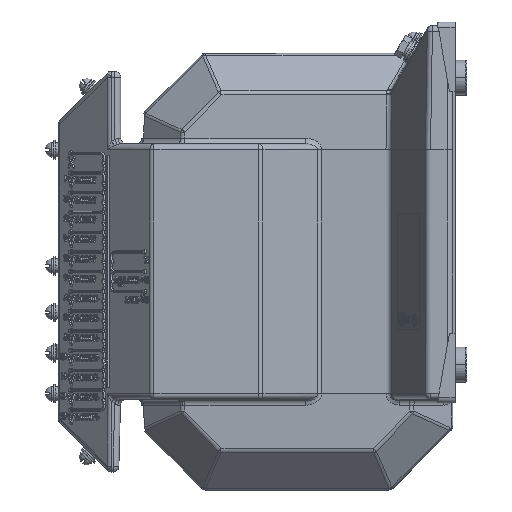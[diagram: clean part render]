
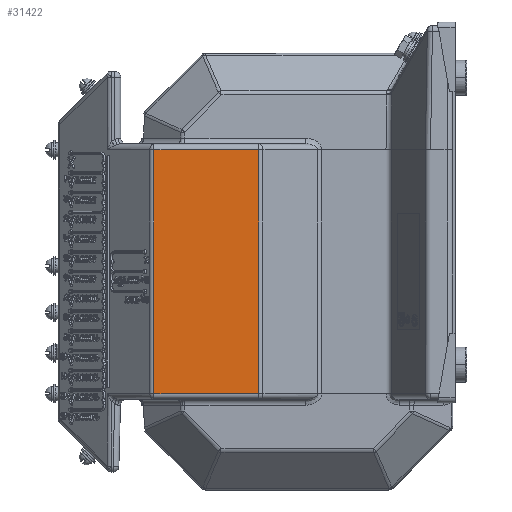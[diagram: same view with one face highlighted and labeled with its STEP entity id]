
A CAD part, left-side view. The second image highlights one B-rep face of the part: STEP entity #31422.
In plain terms, the highlighted planar face has unit normal (-1, 0, 0).
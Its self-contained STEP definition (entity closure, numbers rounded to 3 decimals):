
#24834 = CARTESIAN_POINT ( 'NONE',  ( -120., -50.18, 105. ) ) ;
#24837 = CARTESIAN_POINT ( 'NONE',  ( -120., 40.178, -105. ) ) ;
#24857 = CARTESIAN_POINT ( 'NONE',  ( -120., 40.178, 105. ) ) ;
#24870 = CARTESIAN_POINT ( 'NONE',  ( -120., -50.18, -105. ) ) ;
#26188 = DIRECTION ( 'NONE',  ( 0., -1., 0. ) ) ;
#26205 = CARTESIAN_POINT ( 'NONE',  ( -120., -52.251, -105. ) ) ;
#26900 = VECTOR ( 'NONE', #26188, 1000. ) ;
#26935 = LINE ( 'NONE', #26205, #26900 ) ;
#26937 = LINE ( 'NONE', #27402, #26988 ) ;
#26940 = VECTOR ( 'NONE', #27434, 1000. ) ;
#26950 = LINE ( 'NONE', #27463, #26940 ) ;
#26959 = VECTOR ( 'NONE', #27417, 1000. ) ;
#26968 = LINE ( 'NONE', #27415, #26959 ) ;
#26988 = VECTOR ( 'NONE', #27421, 1000. ) ;
#27402 = CARTESIAN_POINT ( 'NONE',  ( -120., 42.249, 105. ) ) ;
#27415 = CARTESIAN_POINT ( 'NONE',  ( -120., 40.178, 110. ) ) ;
#27417 = DIRECTION ( 'NONE',  ( 0., 0., -1. ) ) ;
#27421 = DIRECTION ( 'NONE',  ( 0., 1., 0. ) ) ;
#27434 = DIRECTION ( 'NONE',  ( 0., 0., 1. ) ) ;
#27463 = CARTESIAN_POINT ( 'NONE',  ( -120., -50.18, 110. ) ) ;
#31422 = ADVANCED_FACE ( 'NONE', ( #70548 ), #55756, .F. ) ;
#50110 = VERTEX_POINT ( 'NONE', #24870 ) ;
#50113 = VERTEX_POINT ( 'NONE', #24857 ) ;
#50142 = VERTEX_POINT ( 'NONE', #24834 ) ;
#50154 = VERTEX_POINT ( 'NONE', #24837 ) ;
#52192 = EDGE_CURVE ( 'NONE', #50154, #50110, #26935, .T. ) ;
#52221 = EDGE_CURVE ( 'NONE', #50142, #50113, #26937, .T. ) ;
#52222 = EDGE_CURVE ( 'NONE', #50113, #50154, #26968, .T. ) ;
#52227 = EDGE_CURVE ( 'NONE', #50110, #50142, #26950, .T. ) ;
#55018 = AXIS2_PLACEMENT_3D ( 'NONE', #55759, #55726, #55731 ) ;
#55726 = DIRECTION ( 'NONE',  ( 1., 0., 0. ) ) ;
#55731 = DIRECTION ( 'NONE',  ( 0., -1., 0. ) ) ;
#55756 = PLANE ( 'NONE',  #55018 ) ;
#55759 = CARTESIAN_POINT ( 'NONE',  ( -120., 42.249, 110. ) ) ;
#59474 = ORIENTED_EDGE ( 'NONE', *, *, #52222, .T. ) ;
#59557 = ORIENTED_EDGE ( 'NONE', *, *, #52227, .T. ) ;
#59560 = ORIENTED_EDGE ( 'NONE', *, *, #52221, .T. ) ;
#59573 = ORIENTED_EDGE ( 'NONE', *, *, #52192, .T. ) ;
#60163 = EDGE_LOOP ( 'NONE', ( #59557, #59560, #59474, #59573 ) ) ;
#70548 = FACE_OUTER_BOUND ( 'NONE', #60163, .T. ) ;
